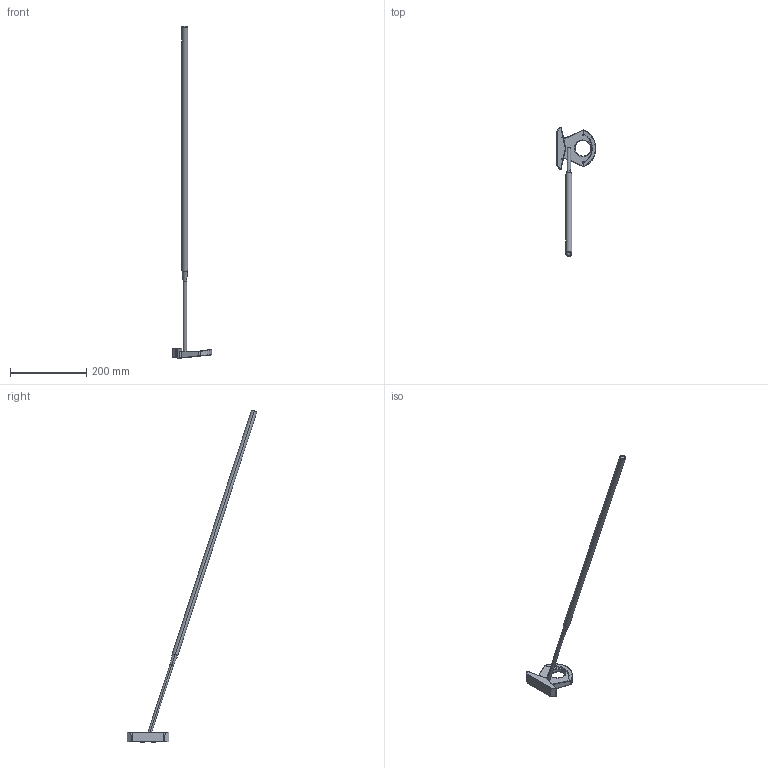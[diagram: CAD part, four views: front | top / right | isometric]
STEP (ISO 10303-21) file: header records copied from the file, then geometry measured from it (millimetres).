
FILE_DESCRIPTION (( 'STEP AP214' ), '1' );
FILE_NAME ('DF4.2 Assembly.STEP', '2025-07-03T18:39:10', ( 'ARUP Laboratories' ), ( 'ARUP Laboratories' ), 'SwSTEP 2.0', 'SolidWorks 2024', '' );
FILE_SCHEMA (( 'AUTOMOTIVE_DESIGN' ));
Length unit declared in the file: millimetre
Products named in the file (10): Stability Shaft; DF Face Insert; DF4.2 Assembly; Face; weight; 98381A438_Dowel Pin_98381A438; 92125A132_M3x12_92125A132; Head; 92125A104_M4x15_92125A104; 93395A301_M5x10_93395A301
Assembly tree (17 placements, depth 2):
  DF4.2 Assembly
    Face
    Head
    98381A438_Dowel Pin_98381A438  x2
    DF Face Insert
    92125A132_M3x12_92125A132  x2
    92125A104_M4x15_92125A104  x2
    93395A301_M5x10_93395A301  x6
    Stability Shaft
    weight
Bounding box: 103.83 x 340.58 x 870.23 mm (x, y, z)
Volume: 191789.3 mm3; surface area: 110565.5 mm2
Topology: 17 solids, 17 shells, 788 faces, 1962 edges, 1204 vertices
Faces by surface type: cylinder 379, cone 204, plane 144, bspline 45, torus 12, sphere 4
Entity records: 19410 total; most frequent: CARTESIAN_POINT 10313, ORIENTED_EDGE 1950, DIRECTION 1737, EDGE_CURVE 975, AXIS2_PLACEMENT_3D 667, VERTEX_POINT 608, EDGE_LOOP 439, ADVANCED_FACE 406
